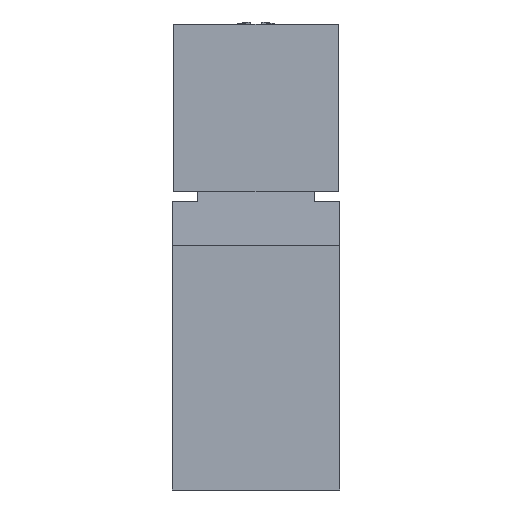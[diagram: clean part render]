
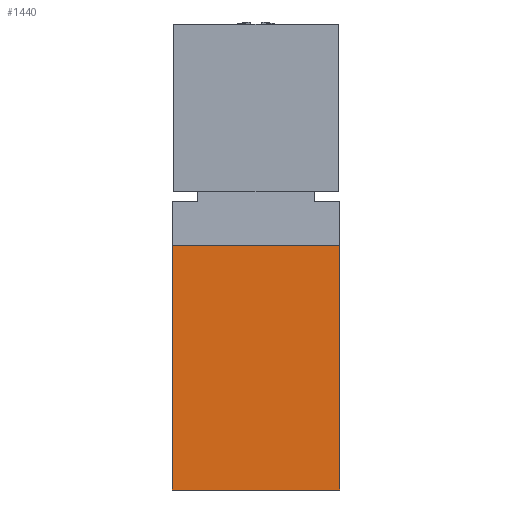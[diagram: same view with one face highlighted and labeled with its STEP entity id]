
A CAD part, front view. The second image highlights one B-rep face of the part: STEP entity #1440.
In plain terms, the highlighted planar face has unit normal (0, -1, 0.009).
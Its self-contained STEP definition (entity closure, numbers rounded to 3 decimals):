
#1427=AXIS2_PLACEMENT_3D('Plane Axis2P3D',#1424,#1425,#1426) ;
#711=CARTESIAN_POINT('Vertex',(9.,-89.754,28.19)) ;
#714=CARTESIAN_POINT('Line Origine',(9.,-89.868,15.095)) ;
#718=CARTESIAN_POINT('Vertex',(9.,-89.983,2.)) ;
#814=CARTESIAN_POINT('Vertex',(-9.,-89.983,2.)) ;
#819=CARTESIAN_POINT('Line Origine',(-9.,-89.868,15.095)) ;
#823=CARTESIAN_POINT('Vertex',(-9.,-89.754,28.19)) ;
#1396=CARTESIAN_POINT('Line Origine',(0.,-89.754,28.19)) ;
#1424=CARTESIAN_POINT('Axis2P3D Location',(0.,-90.,0.)) ;
#1429=CARTESIAN_POINT('Line Origine',(0.,-89.983,2.)) ;
#715=DIRECTION('Vector Direction',(0.,0.009,1.)) ;
#820=DIRECTION('Vector Direction',(0.,0.009,1.)) ;
#1397=DIRECTION('Vector Direction',(1.,0.,0.)) ;
#1425=DIRECTION('Axis2P3D Direction',(0.,1.,-0.009)) ;
#1426=DIRECTION('Axis2P3D XDirection',(0.,0.009,1.)) ;
#1430=DIRECTION('Vector Direction',(-1.,0.,0.)) ;
#716=VECTOR('Line Direction',#715,1.) ;
#821=VECTOR('Line Direction',#820,1.) ;
#1398=VECTOR('Line Direction',#1397,1.) ;
#1431=VECTOR('Line Direction',#1430,1.) ;
#1435=ORIENTED_EDGE('',*,*,#1433,.F.) ;
#1436=ORIENTED_EDGE('',*,*,#720,.F.) ;
#1437=ORIENTED_EDGE('',*,*,#1400,.F.) ;
#1438=ORIENTED_EDGE('',*,*,#825,.T.) ;
#1440=ADVANCED_FACE('Hauptkoerper nicht benutzen',(#1439),#1428,.F.) ;
#720=EDGE_CURVE('',#712,#719,#717,.F.) ;
#825=EDGE_CURVE('',#824,#815,#822,.F.) ;
#1400=EDGE_CURVE('',#824,#712,#1399,.T.) ;
#1433=EDGE_CURVE('',#719,#815,#1432,.T.) ;
#1434=EDGE_LOOP('',(#1435,#1436,#1437,#1438)) ;
#1439=FACE_OUTER_BOUND('',#1434,.T.) ;
#717=LINE('Line',#714,#716) ;
#822=LINE('Line',#819,#821) ;
#1399=LINE('Line',#1396,#1398) ;
#1432=LINE('Line',#1429,#1431) ;
#1428=PLANE('Plane',#1427) ;
#712=VERTEX_POINT('',#711) ;
#719=VERTEX_POINT('',#718) ;
#815=VERTEX_POINT('',#814) ;
#824=VERTEX_POINT('',#823) ;
